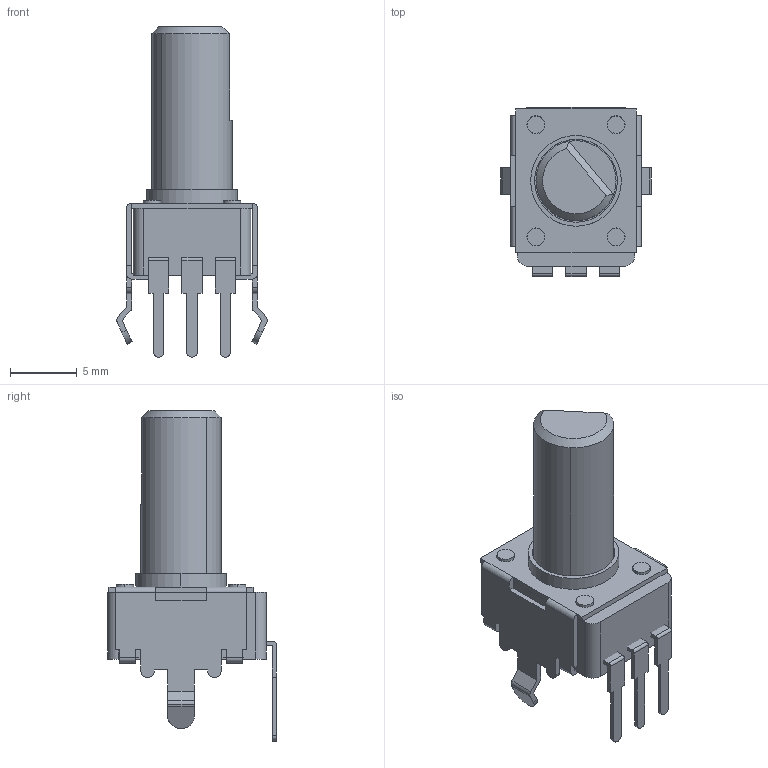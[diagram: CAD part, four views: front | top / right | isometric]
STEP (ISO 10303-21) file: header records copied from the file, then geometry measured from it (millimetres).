
FILE_DESCRIPTION (( 'STEP AP203' ), '1' );
FILE_NAME ('CUI_DEVICES_PT01-D120D-B102.step', '2023-05-03T20:33:37', ( '' ), ( '' ), 'SwSTEP 2.0', 'SolidWorks 2023', '' );
FILE_SCHEMA (( 'CONFIG_CONTROL_DESIGN' ));
Length unit declared in the file: millimetre
Products named in the file (5): PT01-D_HOUSING; PT01_20D_SHAFT; CUI_DEVICES_PT01-D120D-B102; PT01-D_SHELL; PT01-D_BODY
Assembly tree (4 placements, depth 3):
  CUI_DEVICES_PT01-D120D-B102
    PT01_20D_SHAFT
    PT01-D_HOUSING
      PT01-D_BODY
      PT01-D_SHELL
Bounding box: 11.27 x 12.65 x 24.75 mm (x, y, z)
Volume: 871 mm3; surface area: 1495.9 mm2
Topology: 6 solids, 6 shells, 287 faces, 766 edges, 502 vertices
Faces by surface type: plane 202, cylinder 76, torus 6, cone 3
Entity records: 9446 total; most frequent: CARTESIAN_POINT 1587, ORIENTED_EDGE 1532, DIRECTION 1527, EDGE_CURVE 766, VECTOR 579, LINE 579, VERTEX_POINT 502, AXIS2_PLACEMENT_3D 474
